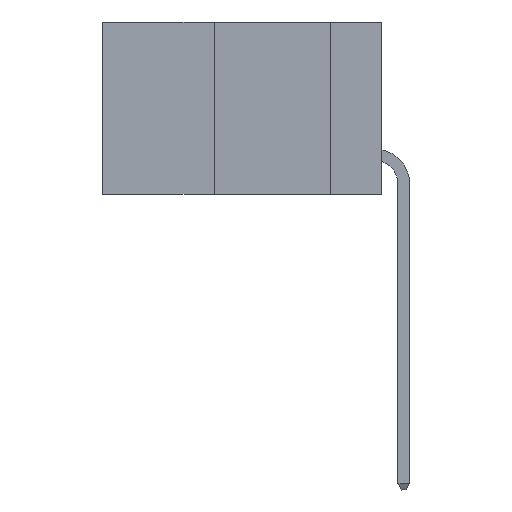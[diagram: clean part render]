
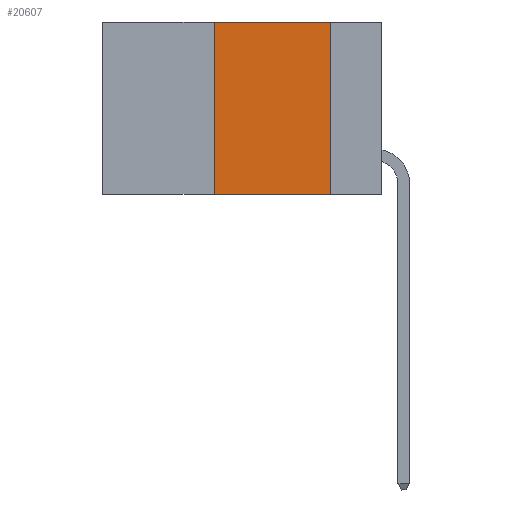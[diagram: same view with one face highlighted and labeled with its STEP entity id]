
A CAD part, left-side view. The second image highlights one B-rep face of the part: STEP entity #20607.
In plain terms, the highlighted planar face has unit normal (-1, 0, 0).
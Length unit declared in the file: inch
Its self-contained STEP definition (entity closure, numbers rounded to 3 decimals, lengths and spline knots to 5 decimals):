
#297 = VECTOR ( 'NONE', #26898, 39.37008 ) ;
#1514 = CARTESIAN_POINT ( 'NONE',  ( 0., 0.11, -0.37 ) ) ;
#1913 = EDGE_CURVE ( 'NONE', #2394, #12767, #20371, .T. ) ;
#2118 = LINE ( 'NONE', #24245, #12944 ) ;
#2394 = VERTEX_POINT ( 'NONE', #3646 ) ;
#2981 = DIRECTION ( 'NONE',  ( 0., -1., 0. ) ) ;
#3646 = CARTESIAN_POINT ( 'NONE',  ( 0., 0.36, 0. ) ) ;
#4483 = ORIENTED_EDGE ( 'NONE', *, *, #9793, .T. ) ;
#4612 = VERTEX_POINT ( 'NONE', #1514 ) ;
#5342 = PLANE ( 'NONE',  #18883 ) ;
#6082 = LINE ( 'NONE', #9518, #297 ) ;
#6378 = EDGE_CURVE ( 'NONE', #12767, #4612, #6082, .T. ) ;
#6508 = ORIENTED_EDGE ( 'NONE', *, *, #1913, .F. ) ;
#6750 = CARTESIAN_POINT ( 'NONE',  ( 0., 0.11, 0. ) ) ;
#7159 = CARTESIAN_POINT ( 'NONE',  ( 0., 0.36, 0. ) ) ;
#8794 = VECTOR ( 'NONE', #2981, 39.37008 ) ;
#9404 = VERTEX_POINT ( 'NONE', #22945 ) ;
#9518 = CARTESIAN_POINT ( 'NONE',  ( 0., 0.11, 0. ) ) ;
#9685 = DIRECTION ( 'NONE',  ( 0., 0., -1. ) ) ;
#9793 = EDGE_CURVE ( 'NONE', #9404, #4612, #2118, .T. ) ;
#9805 = FACE_OUTER_BOUND ( 'NONE', #20240, .T. ) ;
#12767 = VERTEX_POINT ( 'NONE', #6750 ) ;
#12888 = CARTESIAN_POINT ( 'NONE',  ( 0., 0.6, 0. ) ) ;
#12944 = VECTOR ( 'NONE', #22065, 39.37008 ) ;
#14722 = LINE ( 'NONE', #7159, #25611 ) ;
#18393 = ORIENTED_EDGE ( 'NONE', *, *, #6378, .F. ) ;
#18551 = EDGE_CURVE ( 'NONE', #9404, #2394, #14722, .T. ) ;
#18883 = AXIS2_PLACEMENT_3D ( 'NONE', #20553, #22728, #9685 ) ;
#20116 = ORIENTED_EDGE ( 'NONE', *, *, #18551, .F. ) ;
#20177 = DIRECTION ( 'NONE',  ( 0., 0., 1. ) ) ;
#20240 = EDGE_LOOP ( 'NONE', ( #18393, #6508, #20116, #4483 ) ) ;
#20371 = LINE ( 'NONE', #12888, #8794 ) ;
#20553 = CARTESIAN_POINT ( 'NONE',  ( 0., 0.6, 0. ) ) ;
#20607 = ADVANCED_FACE ( 'NONE', ( #9805 ), #5342, .F. ) ;
#22065 = DIRECTION ( 'NONE',  ( 0., -1., 0. ) ) ;
#22728 = DIRECTION ( 'NONE',  ( 1., 0., 0. ) ) ;
#22945 = CARTESIAN_POINT ( 'NONE',  ( 0., 0.36, -0.37 ) ) ;
#24245 = CARTESIAN_POINT ( 'NONE',  ( 0., 0.6, -0.37 ) ) ;
#25611 = VECTOR ( 'NONE', #20177, 39.37008 ) ;
#26898 = DIRECTION ( 'NONE',  ( 0., 0., -1. ) ) ;
